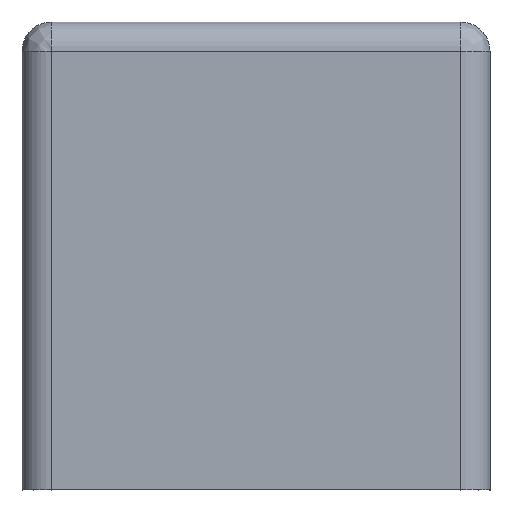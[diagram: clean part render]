
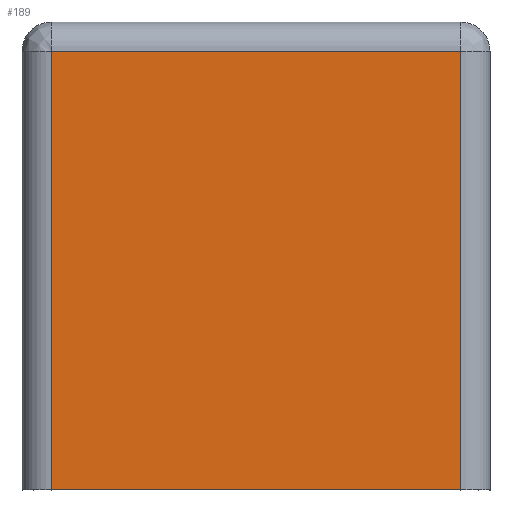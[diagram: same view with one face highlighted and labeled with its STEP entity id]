
A CAD part, left-side view. The second image highlights one B-rep face of the part: STEP entity #189.
In plain terms, the highlighted planar face has unit normal (-1, 0, 0).
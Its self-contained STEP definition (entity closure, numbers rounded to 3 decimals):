
#13 = VECTOR ( 'NONE', #99, 1000. ) ;
#20 = EDGE_CURVE ( 'NONE', #1014, #783, #1240, .T. ) ;
#71 = CARTESIAN_POINT ( 'NONE',  ( -0.8, -0.4, 0.8 ) ) ;
#74 = LINE ( 'NONE', #514, #141 ) ;
#99 = DIRECTION ( 'NONE',  ( 0., 1., 0. ) ) ;
#103 = CARTESIAN_POINT ( 'NONE',  ( -0.8, 0., 0. ) ) ;
#110 = PLANE ( 'NONE',  #361 ) ;
#138 = EDGE_CURVE ( 'NONE', #1206, #1014, #508, .T. ) ;
#141 = VECTOR ( 'NONE', #512, 1000. ) ;
#189 = ADVANCED_FACE ( 'NONE', ( #423 ), #110, .F. ) ;
#206 = CARTESIAN_POINT ( 'NONE',  ( -0.8, 0.35, 0.8 ) ) ;
#254 = ORIENTED_EDGE ( 'NONE', *, *, #697, .F. ) ;
#293 = DIRECTION ( 'NONE',  ( 0., 0., 1. ) ) ;
#361 = AXIS2_PLACEMENT_3D ( 'NONE', #71, #1386, #1391 ) ;
#423 = FACE_OUTER_BOUND ( 'NONE', #857, .T. ) ;
#450 = LINE ( 'NONE', #940, #472 ) ;
#472 = VECTOR ( 'NONE', #920, 1000. ) ;
#508 = LINE ( 'NONE', #103, #13 ) ;
#512 = DIRECTION ( 'NONE',  ( 0., -1., 0. ) ) ;
#514 = CARTESIAN_POINT ( 'NONE',  ( -0.8, -0.4, 0.75 ) ) ;
#636 = CARTESIAN_POINT ( 'NONE',  ( -0.8, -0.35, 0. ) ) ;
#697 = EDGE_CURVE ( 'NONE', #738, #1206, #450, .T. ) ;
#728 = ORIENTED_EDGE ( 'NONE', *, *, #20, .F. ) ;
#738 = VERTEX_POINT ( 'NONE', #889 ) ;
#765 = CARTESIAN_POINT ( 'NONE',  ( -0.8, 0.35, 0. ) ) ;
#783 = VERTEX_POINT ( 'NONE', #872 ) ;
#857 = EDGE_LOOP ( 'NONE', ( #254, #918, #728, #1351 ) ) ;
#872 = CARTESIAN_POINT ( 'NONE',  ( -0.8, 0.35, 0.75 ) ) ;
#889 = CARTESIAN_POINT ( 'NONE',  ( -0.8, -0.35, 0.75 ) ) ;
#918 = ORIENTED_EDGE ( 'NONE', *, *, #1399, .F. ) ;
#920 = DIRECTION ( 'NONE',  ( 0., 0., -1. ) ) ;
#940 = CARTESIAN_POINT ( 'NONE',  ( -0.8, -0.35, 0.8 ) ) ;
#1014 = VERTEX_POINT ( 'NONE', #765 ) ;
#1206 = VERTEX_POINT ( 'NONE', #636 ) ;
#1230 = VECTOR ( 'NONE', #293, 1000. ) ;
#1240 = LINE ( 'NONE', #206, #1230 ) ;
#1351 = ORIENTED_EDGE ( 'NONE', *, *, #138, .F. ) ;
#1386 = DIRECTION ( 'NONE',  ( 1., 0., 0. ) ) ;
#1391 = DIRECTION ( 'NONE',  ( 0., 0., -1. ) ) ;
#1399 = EDGE_CURVE ( 'NONE', #783, #738, #74, .T. ) ;
